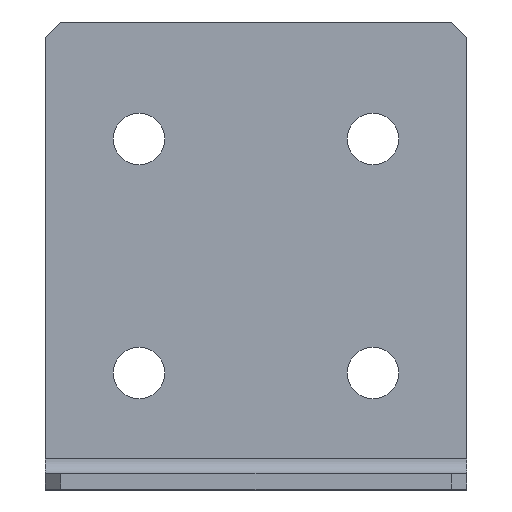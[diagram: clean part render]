
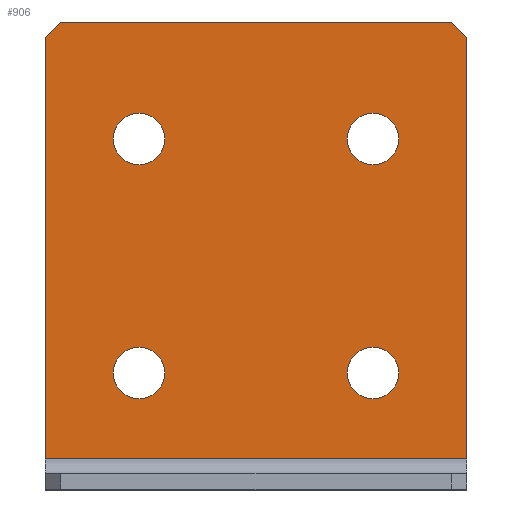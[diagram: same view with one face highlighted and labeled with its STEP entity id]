
A CAD part, top view. The second image highlights one B-rep face of the part: STEP entity #906.
In plain terms, the highlighted planar face has unit normal (0, 0, 1).
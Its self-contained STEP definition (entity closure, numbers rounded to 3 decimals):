
#9 = DIRECTION ( 'NONE',  ( 0., 0., 1. ) ) ;
#24 = CARTESIAN_POINT ( 'NONE',  ( 27., 0., 2. ) ) ;
#32 = FACE_OUTER_BOUND ( 'NONE', #687, .T. ) ;
#43 = DIRECTION ( 'NONE',  ( 0., 0., 1. ) ) ;
#50 = EDGE_CURVE ( 'NONE', #689, #921, #272, .T. ) ;
#53 = ORIENTED_EDGE ( 'NONE', *, *, #593, .F. ) ;
#61 = VERTEX_POINT ( 'NONE', #315 ) ;
#83 = ORIENTED_EDGE ( 'NONE', *, *, #662, .F. ) ;
#91 = VERTEX_POINT ( 'NONE', #926 ) ;
#95 = CARTESIAN_POINT ( 'NONE',  ( -27., 0., 2. ) ) ;
#96 = EDGE_LOOP ( 'NONE', ( #83, #550 ) ) ;
#98 = LINE ( 'NONE', #1069, #612 ) ;
#107 = DIRECTION ( 'NONE',  ( 0., 0., 1. ) ) ;
#125 = ORIENTED_EDGE ( 'NONE', *, *, #992, .F. ) ;
#130 = AXIS2_PLACEMENT_3D ( 'NONE', #1057, #784, #257 ) ;
#133 = DIRECTION ( 'NONE',  ( 1., 0., 0. ) ) ;
#153 = EDGE_CURVE ( 'NONE', #1117, #61, #466, .T. ) ;
#155 = CIRCLE ( 'NONE', #610, 3.3 ) ;
#157 = VERTEX_POINT ( 'NONE', #160 ) ;
#160 = CARTESIAN_POINT ( 'NONE',  ( 18.3, 15., 2. ) ) ;
#163 = CARTESIAN_POINT ( 'NONE',  ( 15., 15., 2. ) ) ;
#168 = AXIS2_PLACEMENT_3D ( 'NONE', #298, #969, #628 ) ;
#177 = LINE ( 'NONE', #24, #945 ) ;
#187 = CARTESIAN_POINT ( 'NONE',  ( 15., 45., 2. ) ) ;
#199 = PLANE ( 'NONE',  #558 ) ;
#209 = CARTESIAN_POINT ( 'NONE',  ( -27., 58., 2. ) ) ;
#224 = DIRECTION ( 'NONE',  ( 1., 0., 0. ) ) ;
#243 = DIRECTION ( 'NONE',  ( 1., 0., 0. ) ) ;
#257 = DIRECTION ( 'NONE',  ( 1., 0., 0. ) ) ;
#262 = DIRECTION ( 'NONE',  ( -1., 0., 0. ) ) ;
#267 = CIRCLE ( 'NONE', #727, 3.3 ) ;
#272 = CIRCLE ( 'NONE', #657, 3.3 ) ;
#273 = FACE_BOUND ( 'NONE', #433, .T. ) ;
#281 = CARTESIAN_POINT ( 'NONE',  ( 27., 58., 2. ) ) ;
#298 = CARTESIAN_POINT ( 'NONE',  ( 15., 45., 2. ) ) ;
#306 = CARTESIAN_POINT ( 'NONE',  ( 27., 58., 2. ) ) ;
#311 = ORIENTED_EDGE ( 'NONE', *, *, #1110, .T. ) ;
#313 = AXIS2_PLACEMENT_3D ( 'NONE', #532, #1086, #976 ) ;
#315 = CARTESIAN_POINT ( 'NONE',  ( -11.7, 15., 2. ) ) ;
#348 = CARTESIAN_POINT ( 'NONE',  ( -18.3, 15., 2. ) ) ;
#358 = VERTEX_POINT ( 'NONE', #281 ) ;
#363 = EDGE_CURVE ( 'NONE', #876, #157, #503, .T. ) ;
#370 = CARTESIAN_POINT ( 'NONE',  ( 0., 0., 2. ) ) ;
#375 = ORIENTED_EDGE ( 'NONE', *, *, #153, .F. ) ;
#378 = VECTOR ( 'NONE', #463, 1000. ) ;
#405 = VERTEX_POINT ( 'NONE', #737 ) ;
#410 = ORIENTED_EDGE ( 'NONE', *, *, #1022, .F. ) ;
#426 = DIRECTION ( 'NONE',  ( 0., 1., 0. ) ) ;
#429 = ORIENTED_EDGE ( 'NONE', *, *, #924, .T. ) ;
#433 = EDGE_LOOP ( 'NONE', ( #1118, #375 ) ) ;
#437 = DIRECTION ( 'NONE',  ( -1., 0., 0. ) ) ;
#445 = CARTESIAN_POINT ( 'NONE',  ( 25., 60., 2. ) ) ;
#446 = DIRECTION ( 'NONE',  ( 1., 0., 0. ) ) ;
#463 = DIRECTION ( 'NONE',  ( -0.707, 0.707, 0. ) ) ;
#466 = CIRCLE ( 'NONE', #130, 3.3 ) ;
#488 = CARTESIAN_POINT ( 'NONE',  ( -27., 60., 2. ) ) ;
#497 = VECTOR ( 'NONE', #573, 1000. ) ;
#498 = EDGE_LOOP ( 'NONE', ( #125, #410 ) ) ;
#503 = CIRCLE ( 'NONE', #313, 3.3 ) ;
#517 = AXIS2_PLACEMENT_3D ( 'NONE', #163, #9, #243 ) ;
#528 = EDGE_LOOP ( 'NONE', ( #53, #1030 ) ) ;
#532 = CARTESIAN_POINT ( 'NONE',  ( 15., 15., 2. ) ) ;
#550 = ORIENTED_EDGE ( 'NONE', *, *, #50, .F. ) ;
#558 = AXIS2_PLACEMENT_3D ( 'NONE', #370, #722, #262 ) ;
#573 = DIRECTION ( 'NONE',  ( -1., 0., 0. ) ) ;
#593 = EDGE_CURVE ( 'NONE', #157, #876, #890, .T. ) ;
#610 = AXIS2_PLACEMENT_3D ( 'NONE', #1079, #835, #224 ) ;
#612 = VECTOR ( 'NONE', #713, 1000. ) ;
#615 = CARTESIAN_POINT ( 'NONE',  ( 11.7, 15., 2. ) ) ;
#625 = ORIENTED_EDGE ( 'NONE', *, *, #899, .F. ) ;
#628 = DIRECTION ( 'NONE',  ( 1., 0., 0. ) ) ;
#632 = FACE_BOUND ( 'NONE', #528, .T. ) ;
#657 = AXIS2_PLACEMENT_3D ( 'NONE', #187, #107, #446 ) ;
#662 = EDGE_CURVE ( 'NONE', #921, #689, #910, .T. ) ;
#664 = CARTESIAN_POINT ( 'NONE',  ( -15., 45., 2. ) ) ;
#672 = AXIS2_PLACEMENT_3D ( 'NONE', #816, #43, #133 ) ;
#687 = EDGE_LOOP ( 'NONE', ( #311, #908, #909, #844, #429, #625 ) ) ;
#689 = VERTEX_POINT ( 'NONE', #813 ) ;
#695 = VERTEX_POINT ( 'NONE', #883 ) ;
#699 = CARTESIAN_POINT ( 'NONE',  ( 27., 4., 2. ) ) ;
#713 = DIRECTION ( 'NONE',  ( -0.707, -0.707, 0. ) ) ;
#722 = DIRECTION ( 'NONE',  ( 0., 0., -1. ) ) ;
#727 = AXIS2_PLACEMENT_3D ( 'NONE', #664, #752, #1006 ) ;
#737 = CARTESIAN_POINT ( 'NONE',  ( -18.3, 45., 2. ) ) ;
#745 = DIRECTION ( 'NONE',  ( 0., -1., 0. ) ) ;
#752 = DIRECTION ( 'NONE',  ( 0., 0., 1. ) ) ;
#753 = EDGE_CURVE ( 'NONE', #852, #955, #937, .T. ) ;
#781 = VECTOR ( 'NONE', #745, 1000. ) ;
#784 = DIRECTION ( 'NONE',  ( 0., 0., 1. ) ) ;
#807 = FACE_BOUND ( 'NONE', #498, .T. ) ;
#813 = CARTESIAN_POINT ( 'NONE',  ( 11.7, 45., 2. ) ) ;
#816 = CARTESIAN_POINT ( 'NONE',  ( -15., 45., 2. ) ) ;
#835 = DIRECTION ( 'NONE',  ( 0., 0., 1. ) ) ;
#838 = VERTEX_POINT ( 'NONE', #965 ) ;
#844 = ORIENTED_EDGE ( 'NONE', *, *, #1121, .T. ) ;
#852 = VERTEX_POINT ( 'NONE', #445 ) ;
#874 = LINE ( 'NONE', #95, #781 ) ;
#876 = VERTEX_POINT ( 'NONE', #615 ) ;
#883 = CARTESIAN_POINT ( 'NONE',  ( -27., 4., 2. ) ) ;
#890 = CIRCLE ( 'NONE', #517, 3.3 ) ;
#891 = VECTOR ( 'NONE', #437, 1000. ) ;
#899 = EDGE_CURVE ( 'NONE', #91, #695, #1060, .T. ) ;
#906 = ADVANCED_FACE ( 'NONE', ( #273, #632, #807, #1045, #32 ), #199, .F. ) ;
#908 = ORIENTED_EDGE ( 'NONE', *, *, #1008, .T. ) ;
#909 = ORIENTED_EDGE ( 'NONE', *, *, #753, .T. ) ;
#910 = CIRCLE ( 'NONE', #168, 3.3 ) ;
#921 = VERTEX_POINT ( 'NONE', #1071 ) ;
#924 = EDGE_CURVE ( 'NONE', #967, #695, #874, .T. ) ;
#926 = CARTESIAN_POINT ( 'NONE',  ( 27., 4., 2. ) ) ;
#937 = LINE ( 'NONE', #488, #497 ) ;
#945 = VECTOR ( 'NONE', #426, 1000. ) ;
#953 = EDGE_CURVE ( 'NONE', #61, #1117, #155, .T. ) ;
#955 = VERTEX_POINT ( 'NONE', #1100 ) ;
#965 = CARTESIAN_POINT ( 'NONE',  ( -11.7, 45., 2. ) ) ;
#967 = VERTEX_POINT ( 'NONE', #209 ) ;
#969 = DIRECTION ( 'NONE',  ( 0., 0., 1. ) ) ;
#976 = DIRECTION ( 'NONE',  ( 1., 0., 0. ) ) ;
#992 = EDGE_CURVE ( 'NONE', #838, #405, #267, .T. ) ;
#993 = LINE ( 'NONE', #306, #378 ) ;
#1006 = DIRECTION ( 'NONE',  ( 1., 0., 0. ) ) ;
#1008 = EDGE_CURVE ( 'NONE', #358, #852, #993, .T. ) ;
#1022 = EDGE_CURVE ( 'NONE', #405, #838, #1093, .T. ) ;
#1030 = ORIENTED_EDGE ( 'NONE', *, *, #363, .F. ) ;
#1045 = FACE_BOUND ( 'NONE', #96, .T. ) ;
#1057 = CARTESIAN_POINT ( 'NONE',  ( -15., 15., 2. ) ) ;
#1060 = LINE ( 'NONE', #699, #891 ) ;
#1069 = CARTESIAN_POINT ( 'NONE',  ( -25., 60., 2. ) ) ;
#1071 = CARTESIAN_POINT ( 'NONE',  ( 18.3, 45., 2. ) ) ;
#1079 = CARTESIAN_POINT ( 'NONE',  ( -15., 15., 2. ) ) ;
#1086 = DIRECTION ( 'NONE',  ( 0., 0., 1. ) ) ;
#1093 = CIRCLE ( 'NONE', #672, 3.3 ) ;
#1100 = CARTESIAN_POINT ( 'NONE',  ( -25., 60., 2. ) ) ;
#1110 = EDGE_CURVE ( 'NONE', #91, #358, #177, .T. ) ;
#1117 = VERTEX_POINT ( 'NONE', #348 ) ;
#1118 = ORIENTED_EDGE ( 'NONE', *, *, #953, .F. ) ;
#1121 = EDGE_CURVE ( 'NONE', #955, #967, #98, .T. ) ;
